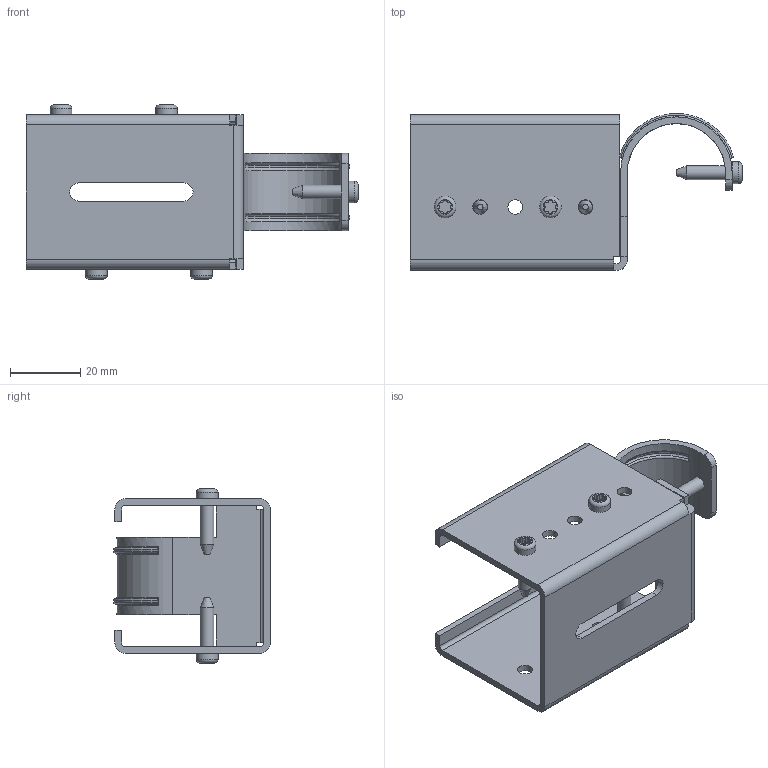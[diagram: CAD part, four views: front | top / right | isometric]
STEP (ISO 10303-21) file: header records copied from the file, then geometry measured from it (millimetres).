
FILE_DESCRIPTION(('FreeCAD Model'),'2;1');
FILE_NAME('Open CASCADE Shape Model','2024-03-20T11:00:41',(''),(''), 'Open CASCADE STEP processor 7.6','FreeCAD','Unknown');
FILE_SCHEMA(('AUTOMOTIVE_DESIGN { 1 0 10303 214 1 1 1 1 }'));
Length unit declared in the file: millimetre
Products named in the file (3): STI8-SD28RG4040; 062AYMD28MS0111; 062AYMD28MS0122
Assembly tree (6 placements, depth 2):
  STI8-SD28RG4040
    062AYMD28MS0111
    062AYMD28MS0122  x5
Bounding box: 94.6 x 44.64 x 49.6 mm (x, y, z)
Volume: 19714.8 mm3; surface area: 22749.6 mm2
Topology: 6 solids, 6 shells, 251 faces, 679 edges, 452 vertices
Faces by surface type: plane 124, cylinder 101, torus 21, cone 5
Full cylindrical faces by diameter (mm): 3.9 x5, 4.2 x11, 6.2 x5
Entity records: 8929 total; most frequent: CARTESIAN_POINT 1569, DIRECTION 1435, LINE 754, VECTOR 754, ORIENTED_EDGE 702, PCURVE 702, DEFINITIONAL_REPRESENTATION 702, EDGE_CURVE 351
